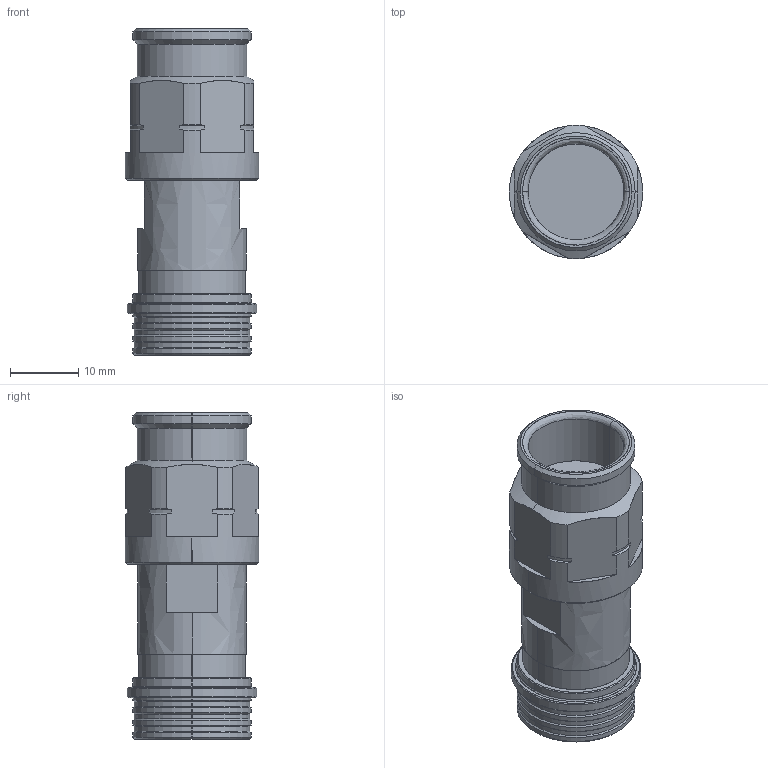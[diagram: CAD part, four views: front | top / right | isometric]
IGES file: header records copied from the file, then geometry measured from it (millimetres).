
Start section: SolidWorks IGES file using analytic representation for surfaces
Global section: file name: R164.037.000C.IGS; native system: SolidWorks 2014; preprocessor: SolidWorks 2014; author: RAYMOND_G; date: 150409.151256; units: millimetre
Bounding box: 19.5 x 19.5 x 47.81 mm (x, y, z)
Surface area: 4591 mm2 (no closed solid volume)
Topology: 0 solids, 0 shells, 224 faces, 2495 edges, 2495 vertices
Faces by surface type: revolution 147, bspline 77
